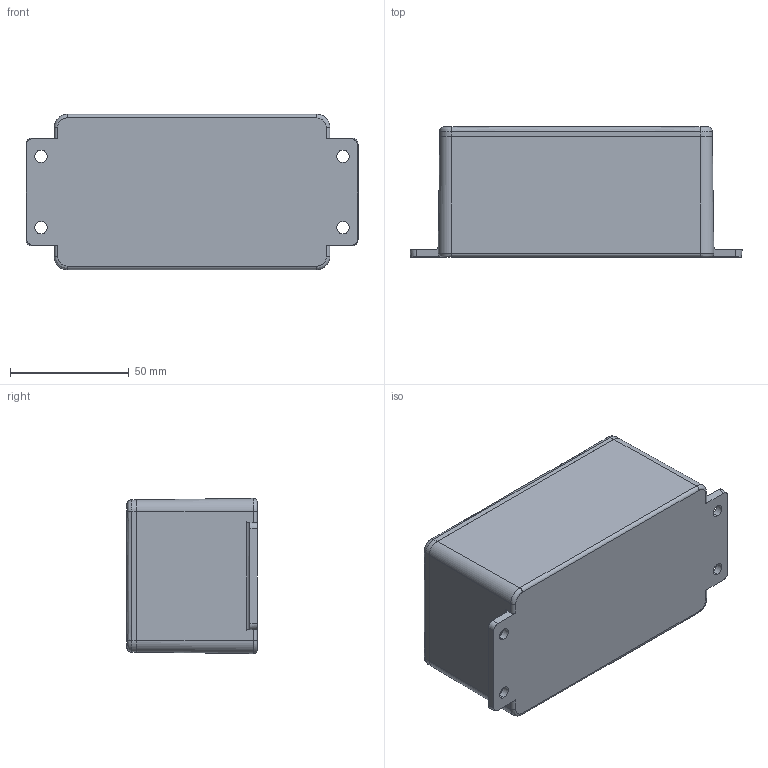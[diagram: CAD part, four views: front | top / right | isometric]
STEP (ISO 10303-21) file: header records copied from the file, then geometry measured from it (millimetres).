
FILE_DESCRIPTION (( 'STEP AP214' ), '1' );
FILE_NAME ('B015MF.STEP', '2016-11-28T07:25:24', ( '' ), ( '' ), 'SwSTEP 2.0', 'SolidWorks 2014', '' );
FILE_SCHEMA (( 'AUTOMOTIVE_DESIGN' ));
Length unit declared in the file: millimetre
Products named in the file (3): B013-COVER; B015MF-BASE; B015MF
Assembly tree (2 placements, depth 2):
  B015MF
    B015MF-BASE
    B013-COVER
Bounding box: 139.61 x 54.75 x 65.3 mm (x, y, z)
Volume: 80721.9 mm3; surface area: 71423.5 mm2
Topology: 2 solids, 2 shells, 295 faces, 824 edges, 536 vertices
Faces by surface type: bspline 140, plane 135, cylinder 20
Entity records: 13650 total; most frequent: CARTESIAN_POINT 5512, ORIENTED_EDGE 1648, EDGE_CURVE 824, DIRECTION 796, VERTEX_POINT 536, VECTOR 444, LINE 444, EDGE_LOOP 314
